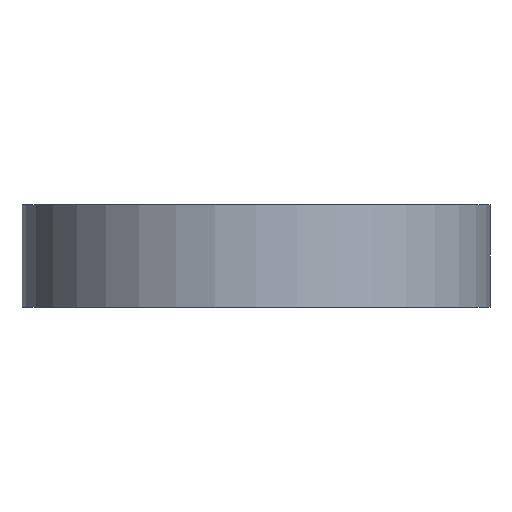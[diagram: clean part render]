
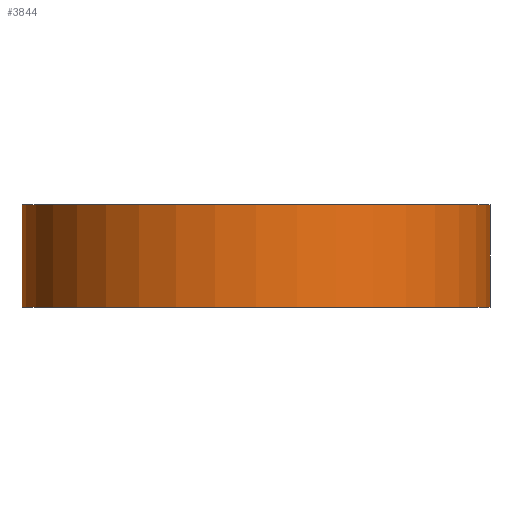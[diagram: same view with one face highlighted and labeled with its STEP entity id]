
A CAD part, front view. The second image highlights one B-rep face of the part: STEP entity #3844.
In plain terms, the highlighted cylindrical face has radius 27.431 mm (diameter 54.862 mm), a full revolution.
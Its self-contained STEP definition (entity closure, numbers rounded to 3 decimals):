
#220=FACE_OUTER_BOUND('',#424,.T.);
#424=EDGE_LOOP('',(#3237,#3238,#3239,#3240));
#627=LINE('',#7090,#828);
#828=VECTOR('',#5879,27.431);
#1123=CIRCLE('',#4308,27.431);
#1230=CIRCLE('',#4469,27.431);
#1623=VERTEX_POINT('',#6915);
#1632=VERTEX_POINT('',#7089);
#2123=EDGE_CURVE('',#1623,#1623,#1123,.T.);
#2234=EDGE_CURVE('',#1623,#1632,#627,.T.);
#2235=EDGE_CURVE('',#1632,#1632,#1230,.T.);
#3237=ORIENTED_EDGE('',*,*,#2123,.T.);
#3238=ORIENTED_EDGE('',*,*,#2234,.T.);
#3239=ORIENTED_EDGE('',*,*,#2235,.F.);
#3240=ORIENTED_EDGE('',*,*,#2234,.F.);
#3642=CYLINDRICAL_SURFACE('',#4468,27.431);
#3844=ADVANCED_FACE('',(#220),#3642,.T.);
#4308=AXIS2_PLACEMENT_3D('',#6916,#5553,#5554);
#4468=AXIS2_PLACEMENT_3D('',#7088,#5877,#5878);
#4469=AXIS2_PLACEMENT_3D('',#7091,#5880,#5881);
#5553=DIRECTION('center_axis',(0.,0.,-1.));
#5554=DIRECTION('ref_axis',(-1.,0.,0.));
#5877=DIRECTION('center_axis',(0.,0.,1.));
#5878=DIRECTION('ref_axis',(-1.,0.,0.));
#5879=DIRECTION('',(0.,0.,-1.));
#5880=DIRECTION('center_axis',(0.,0.,-1.));
#5881=DIRECTION('ref_axis',(-1.,0.,0.));
#6915=CARTESIAN_POINT('',(27.431,0.,12.));
#6916=CARTESIAN_POINT('Origin',(0.,0.,12.));
#7088=CARTESIAN_POINT('Origin',(0.,0.,0.));
#7089=CARTESIAN_POINT('',(27.431,0.,0.));
#7090=CARTESIAN_POINT('',(27.431,0.,0.));
#7091=CARTESIAN_POINT('Origin',(0.,0.,0.));
